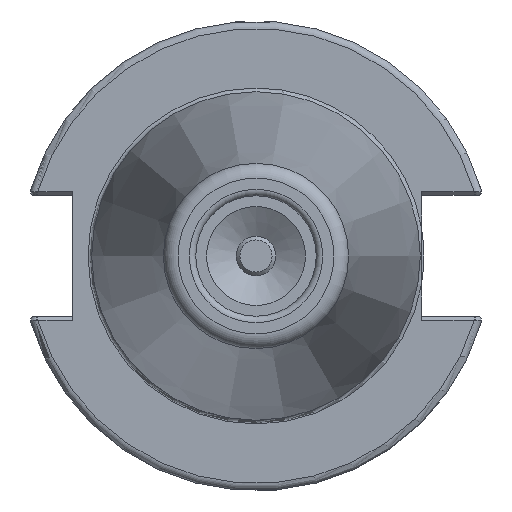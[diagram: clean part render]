
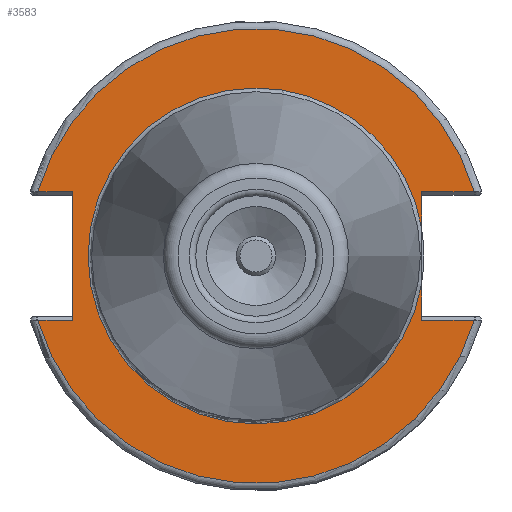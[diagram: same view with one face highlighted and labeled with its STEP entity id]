
A CAD part, left-side view. The second image highlights one B-rep face of the part: STEP entity #3583.
In plain terms, the highlighted planar face has unit normal (-1, 0, 0).
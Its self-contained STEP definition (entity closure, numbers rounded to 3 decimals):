
#115=PLANE('',#3891);
#273=LINE('',#5569,#574);
#275=LINE('',#5637,#576);
#276=LINE('',#5643,#577);
#277=LINE('',#5645,#578);
#278=LINE('',#5649,#579);
#279=LINE('',#5651,#580);
#280=LINE('',#5652,#581);
#574=VECTOR('',#4416,10.);
#576=VECTOR('',#4434,10.);
#577=VECTOR('',#4439,10.);
#578=VECTOR('',#4440,10.);
#579=VECTOR('',#4443,10.);
#580=VECTOR('',#4444,10.);
#581=VECTOR('',#4445,10.);
#908=FACE_OUTER_BOUND('',#1131,.T.);
#1131=EDGE_LOOP('',(#2678,#2679,#2680,#2681,#2682,#2683,#2684,#2685,#2686,
#2687,#2688));
#1428=CIRCLE('',#3890,30.775);
#1429=CIRCLE('',#3892,22.725);
#1430=CIRCLE('',#3893,22.725);
#1431=CIRCLE('',#3894,30.775);
#1621=VERTEX_POINT('',#5562);
#1624=VERTEX_POINT('',#5567);
#1630=VERTEX_POINT('',#5615);
#1632=VERTEX_POINT('',#5636);
#1633=VERTEX_POINT('',#5638);
#1634=VERTEX_POINT('',#5640);
#1635=VERTEX_POINT('',#5642);
#1636=VERTEX_POINT('',#5644);
#1637=VERTEX_POINT('',#5646);
#1638=VERTEX_POINT('',#5648);
#1639=VERTEX_POINT('',#5650);
#2008=EDGE_CURVE('',#1624,#1621,#273,.T.);
#2018=EDGE_CURVE('',#1621,#1630,#1428,.T.);
#2021=EDGE_CURVE('',#1624,#1632,#275,.T.);
#2022=EDGE_CURVE('',#1632,#1633,#1429,.T.);
#2023=EDGE_CURVE('',#1633,#1634,#1430,.T.);
#2024=EDGE_CURVE('',#1634,#1635,#276,.T.);
#2025=EDGE_CURVE('',#1636,#1635,#277,.T.);
#2026=EDGE_CURVE('',#1637,#1636,#1431,.T.);
#2027=EDGE_CURVE('',#1638,#1637,#278,.T.);
#2028=EDGE_CURVE('',#1638,#1639,#279,.T.);
#2029=EDGE_CURVE('',#1630,#1639,#280,.T.);
#2678=ORIENTED_EDGE('',*,*,#2008,.F.);
#2679=ORIENTED_EDGE('',*,*,#2021,.T.);
#2680=ORIENTED_EDGE('',*,*,#2022,.T.);
#2681=ORIENTED_EDGE('',*,*,#2023,.T.);
#2682=ORIENTED_EDGE('',*,*,#2024,.T.);
#2683=ORIENTED_EDGE('',*,*,#2025,.F.);
#2684=ORIENTED_EDGE('',*,*,#2026,.F.);
#2685=ORIENTED_EDGE('',*,*,#2027,.F.);
#2686=ORIENTED_EDGE('',*,*,#2028,.T.);
#2687=ORIENTED_EDGE('',*,*,#2029,.F.);
#2688=ORIENTED_EDGE('',*,*,#2018,.F.);
#3583=ADVANCED_FACE('',(#908),#115,.T.);
#3890=AXIS2_PLACEMENT_3D('',#5616,#4430,#4431);
#3891=AXIS2_PLACEMENT_3D('',#5635,#4432,#4433);
#3892=AXIS2_PLACEMENT_3D('',#5639,#4435,#4436);
#3893=AXIS2_PLACEMENT_3D('',#5641,#4437,#4438);
#3894=AXIS2_PLACEMENT_3D('',#5647,#4441,#4442);
#4416=DIRECTION('',(0.,-1.,0.));
#4430=DIRECTION('center_axis',(1.,0.,0.));
#4431=DIRECTION('ref_axis',(0.,0.,-1.));
#4432=DIRECTION('center_axis',(-1.,0.,0.));
#4433=DIRECTION('ref_axis',(0.,0.,1.));
#4434=DIRECTION('',(0.,0.,1.));
#4435=DIRECTION('center_axis',(1.,0.,0.));
#4436=DIRECTION('ref_axis',(0.,0.,-1.));
#4437=DIRECTION('center_axis',(1.,0.,0.));
#4438=DIRECTION('ref_axis',(0.,0.,-1.));
#4439=DIRECTION('',(0.,0.,1.));
#4440=DIRECTION('',(0.,1.,0.));
#4441=DIRECTION('center_axis',(1.,0.,0.));
#4442=DIRECTION('ref_axis',(0.,0.,-1.));
#4443=DIRECTION('',(0.,1.,0.));
#4444=DIRECTION('',(0.,0.,-1.));
#4445=DIRECTION('',(0.,-1.,0.));
#5562=CARTESIAN_POINT('',(3.17,-29.523,-8.69));
#5567=CARTESIAN_POINT('',(3.17,-22.41,-8.69));
#5569=CARTESIAN_POINT('',(3.17,-4.878,-8.69));
#5615=CARTESIAN_POINT('',(3.17,29.523,-8.69));
#5616=CARTESIAN_POINT('Origin',(3.17,0.,0.));
#5635=CARTESIAN_POINT('Origin',(3.17,30.775,0.));
#5636=CARTESIAN_POINT('',(3.17,-22.41,-3.771));
#5637=CARTESIAN_POINT('',(3.17,-22.41,-4.095));
#5638=CARTESIAN_POINT('',(3.17,0.,22.725));
#5639=CARTESIAN_POINT('Origin',(3.17,0.,
0.));
#5640=CARTESIAN_POINT('',(3.17,-22.41,3.771));
#5641=CARTESIAN_POINT('Origin',(3.17,0.,
0.));
#5642=CARTESIAN_POINT('',(3.17,-22.41,8.69));
#5643=CARTESIAN_POINT('',(3.17,-22.41,-4.095));
#5644=CARTESIAN_POINT('',(3.17,-29.523,8.69));
#5645=CARTESIAN_POINT('',(3.17,4.182,8.69));
#5646=CARTESIAN_POINT('',(3.17,29.523,8.69));
#5647=CARTESIAN_POINT('Origin',(3.17,0.,0.));
#5648=CARTESIAN_POINT('',(3.17,24.8,8.69));
#5649=CARTESIAN_POINT('',(3.17,32.958,8.69));
#5650=CARTESIAN_POINT('',(3.17,24.8,-8.69));
#5651=CARTESIAN_POINT('',(3.17,24.8,4.095));
#5652=CARTESIAN_POINT('',(3.17,27.788,-8.69));
